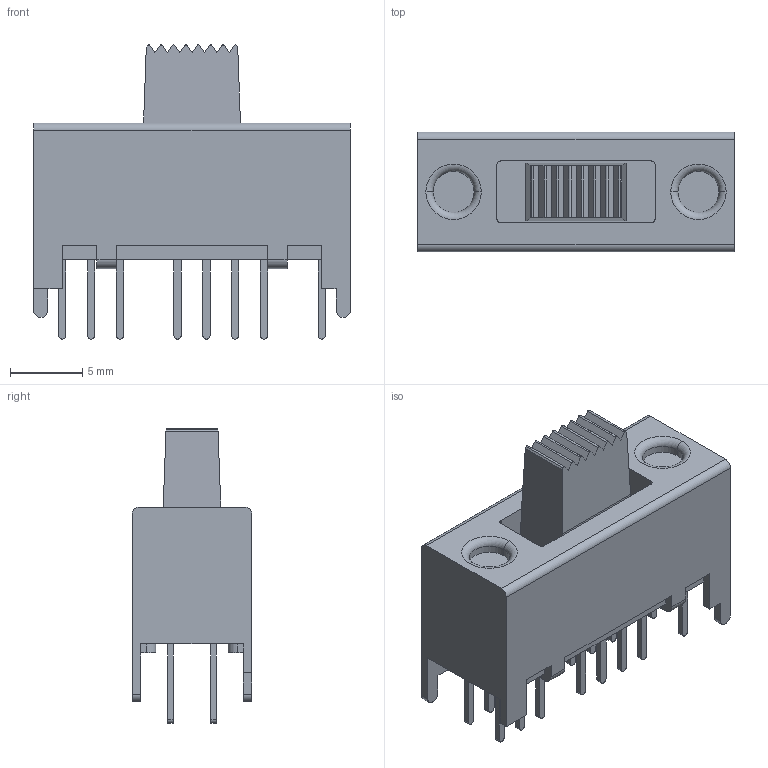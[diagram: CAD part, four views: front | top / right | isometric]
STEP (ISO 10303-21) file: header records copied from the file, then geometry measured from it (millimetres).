
FILE_DESCRIPTION((''),'2;1');
FILE_NAME('C-1825267-1','2011-12-16T',('workeradm'),('Tyco Electronics Ltd.'),'PRO/ENGINEER BY PARAMETRIC TECHNOLOGY CORPORATION, 2010430','PRO/ENGINEER BY PARAMETRIC TECHNOLOGY CORPORATION, 2010430','');
FILE_SCHEMA(('AUTOMOTIVE_DESIGN { 1 0 10303 214 1 1 1 1 }'));
Length unit declared in the file: millimetre
Products named in the file (1): C-1825267-1
Bounding box: 22 x 8.3 x 20.43 mm (x, y, z)
Volume: 1789.4 mm3; surface area: 1484.5 mm2
Topology: 1 solids, 1 shells, 185 faces, 481 edges, 318 vertices
Faces by surface type: plane 137, cylinder 44, torus 4
Entity records: 5928 total; most frequent: CARTESIAN_POINT 1058, ORIENTED_EDGE 962, DIRECTION 915, EDGE_CURVE 481, VECTOR 385, LINE 385, VERTEX_POINT 318, AXIS2_PLACEMENT_3D 265
